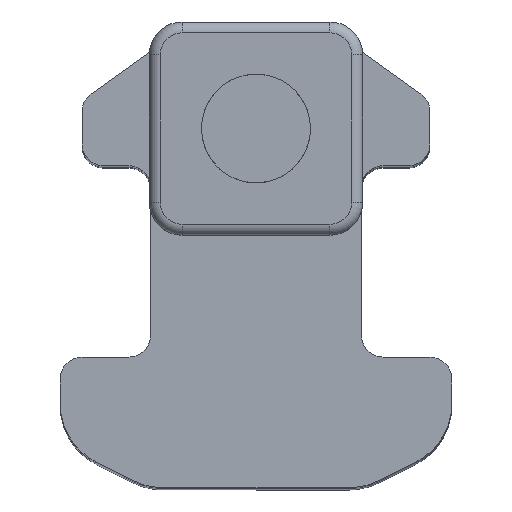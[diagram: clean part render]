
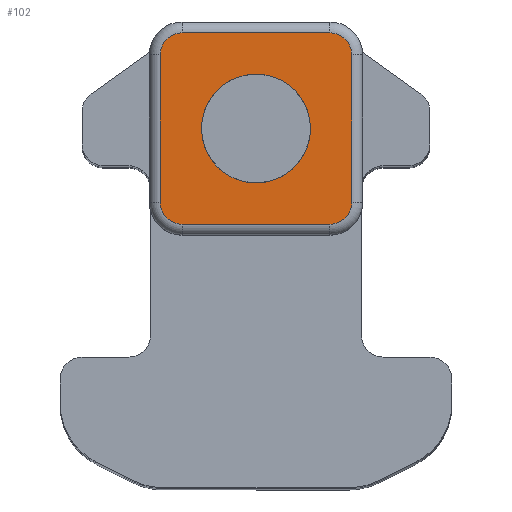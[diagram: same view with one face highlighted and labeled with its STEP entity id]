
A CAD part, top view. The second image highlights one B-rep face of the part: STEP entity #102.
In plain terms, the highlighted face is planar.
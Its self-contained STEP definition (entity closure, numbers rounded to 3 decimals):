
#24 = CIRCLE ( 'NONE', #3047, 1. ) ;
#34 = CARTESIAN_POINT ( 'NONE',  ( -3.4, -2.4, 3.4 ) ) ;
#102 = ADVANCED_FACE ( 'NONE', ( #2629, #1103 ), #2055, .T. ) ;
#138 = ORIENTED_EDGE ( 'NONE', *, *, #3687, .T. ) ;
#199 = DIRECTION ( 'NONE',  ( 0., -1., 0. ) ) ;
#201 = DIRECTION ( 'NONE',  ( 0., 0., -1. ) ) ;
#397 = CARTESIAN_POINT ( 'NONE',  ( 0., -2.4, 0. ) ) ;
#442 = EDGE_CURVE ( 'NONE', #3271, #2898, #1971, .T. ) ;
#466 = CARTESIAN_POINT ( 'NONE',  ( 3.4, -2.4, -4.4 ) ) ;
#487 = EDGE_CURVE ( 'NONE', #3261, #2692, #2381, .T. ) ;
#528 = VERTEX_POINT ( 'NONE', #2772 ) ;
#547 = DIRECTION ( 'NONE',  ( 0., 0., -1. ) ) ;
#567 = LINE ( 'NONE', #2666, #3053 ) ;
#750 = VECTOR ( 'NONE', #1330, 1000. ) ;
#811 = CIRCLE ( 'NONE', #2937, 1. ) ;
#868 = DIRECTION ( 'NONE',  ( 0., 0., -1. ) ) ;
#907 = CARTESIAN_POINT ( 'NONE',  ( -3.4, -2.4, 4.4 ) ) ;
#996 = EDGE_CURVE ( 'NONE', #3802, #3271, #567, .T. ) ;
#1002 = ORIENTED_EDGE ( 'NONE', *, *, #3090, .T. ) ;
#1004 = CIRCLE ( 'NONE', #2929, 1. ) ;
#1011 = CIRCLE ( 'NONE', #1853, 2.5 ) ;
#1017 = ORIENTED_EDGE ( 'NONE', *, *, #3161, .T. ) ;
#1100 = DIRECTION ( 'NONE',  ( 0., 0., 1. ) ) ;
#1103 = FACE_BOUND ( 'NONE', #3162, .T. ) ;
#1187 = CARTESIAN_POINT ( 'NONE',  ( -4.4, -2.4, 3.4 ) ) ;
#1215 = DIRECTION ( 'NONE',  ( 0., 0., -1. ) ) ;
#1261 = AXIS2_PLACEMENT_3D ( 'NONE', #397, #2600, #3809 ) ;
#1312 = AXIS2_PLACEMENT_3D ( 'NONE', #1750, #2029, #201 ) ;
#1325 = ORIENTED_EDGE ( 'NONE', *, *, #487, .T. ) ;
#1330 = DIRECTION ( 'NONE',  ( -1., 0., 0. ) ) ;
#1370 = DIRECTION ( 'NONE',  ( 1., 0., 0. ) ) ;
#1371 = VERTEX_POINT ( 'NONE', #3293 ) ;
#1421 = CARTESIAN_POINT ( 'NONE',  ( 4.4, -2.4, 3.4 ) ) ;
#1437 = DIRECTION ( 'NONE',  ( 0., 0., -1. ) ) ;
#1471 = CARTESIAN_POINT ( 'NONE',  ( 3.4, -2.4, 3.4 ) ) ;
#1472 = ORIENTED_EDGE ( 'NONE', *, *, #1582, .T. ) ;
#1582 = EDGE_CURVE ( 'NONE', #2345, #1371, #1011, .T. ) ;
#1586 = DIRECTION ( 'NONE',  ( 0., 0., -1. ) ) ;
#1682 = CARTESIAN_POINT ( 'NONE',  ( 4.4, -2.4, 3.4 ) ) ;
#1688 = EDGE_LOOP ( 'NONE', ( #138, #3254, #1002, #1818, #1889, #2934, #2592, #1325 ) ) ;
#1750 = CARTESIAN_POINT ( 'NONE',  ( -3.4, -2.4, 3.4 ) ) ;
#1783 = CARTESIAN_POINT ( 'NONE',  ( -4.4, -2.4, -3.4 ) ) ;
#1818 = ORIENTED_EDGE ( 'NONE', *, *, #996, .T. ) ;
#1853 = AXIS2_PLACEMENT_3D ( 'NONE', #2458, #3114, #1586 ) ;
#1889 = ORIENTED_EDGE ( 'NONE', *, *, #442, .T. ) ;
#1918 = DIRECTION ( 'NONE',  ( 0., -1., 0. ) ) ;
#1971 = CIRCLE ( 'NONE', #2487, 1. ) ;
#2029 = DIRECTION ( 'NONE',  ( 0., -1., 0. ) ) ;
#2035 = EDGE_CURVE ( 'NONE', #528, #3386, #2271, .T. ) ;
#2055 = PLANE ( 'NONE',  #1312 ) ;
#2271 = LINE ( 'NONE', #3464, #750 ) ;
#2309 = CARTESIAN_POINT ( 'NONE',  ( -3.4, -2.4, -3.4 ) ) ;
#2345 = VERTEX_POINT ( 'NONE', #2789 ) ;
#2381 = LINE ( 'NONE', #1421, #3189 ) ;
#2458 = CARTESIAN_POINT ( 'NONE',  ( 0., -2.4, 0. ) ) ;
#2487 = AXIS2_PLACEMENT_3D ( 'NONE', #2309, #199, #1437 ) ;
#2592 = ORIENTED_EDGE ( 'NONE', *, *, #2750, .T. ) ;
#2600 = DIRECTION ( 'NONE',  ( 0., 1., 0. ) ) ;
#2624 = CARTESIAN_POINT ( 'NONE',  ( 3.4, -2.4, -3.4 ) ) ;
#2629 = FACE_OUTER_BOUND ( 'NONE', #1688, .T. ) ;
#2636 = DIRECTION ( 'NONE',  ( 0., -1., 0. ) ) ;
#2643 = CARTESIAN_POINT ( 'NONE',  ( 4.4, -2.4, -3.4 ) ) ;
#2649 = DIRECTION ( 'NONE',  ( 0., -1., 0. ) ) ;
#2666 = CARTESIAN_POINT ( 'NONE',  ( -4.4, -2.4, -3.4 ) ) ;
#2692 = VERTEX_POINT ( 'NONE', #1682 ) ;
#2750 = EDGE_CURVE ( 'NONE', #2791, #3261, #1004, .T. ) ;
#2772 = CARTESIAN_POINT ( 'NONE',  ( 3.4, -2.4, 4.4 ) ) ;
#2789 = CARTESIAN_POINT ( 'NONE',  ( 0., -2.4, -2.5 ) ) ;
#2791 = VERTEX_POINT ( 'NONE', #466 ) ;
#2881 = CARTESIAN_POINT ( 'NONE',  ( 3.4, -2.4, -4.4 ) ) ;
#2898 = VERTEX_POINT ( 'NONE', #3286 ) ;
#2929 = AXIS2_PLACEMENT_3D ( 'NONE', #2624, #2649, #3853 ) ;
#2934 = ORIENTED_EDGE ( 'NONE', *, *, #3100, .T. ) ;
#2937 = AXIS2_PLACEMENT_3D ( 'NONE', #34, #1918, #1215 ) ;
#3047 = AXIS2_PLACEMENT_3D ( 'NONE', #1471, #2636, #868 ) ;
#3053 = VECTOR ( 'NONE', #547, 1000. ) ;
#3090 = EDGE_CURVE ( 'NONE', #3386, #3802, #811, .T. ) ;
#3100 = EDGE_CURVE ( 'NONE', #2898, #2791, #3677, .T. ) ;
#3114 = DIRECTION ( 'NONE',  ( 0., 1., 0. ) ) ;
#3161 = EDGE_CURVE ( 'NONE', #1371, #2345, #3763, .T. ) ;
#3162 = EDGE_LOOP ( 'NONE', ( #1472, #1017 ) ) ;
#3189 = VECTOR ( 'NONE', #1100, 1000. ) ;
#3254 = ORIENTED_EDGE ( 'NONE', *, *, #2035, .T. ) ;
#3261 = VERTEX_POINT ( 'NONE', #2643 ) ;
#3271 = VERTEX_POINT ( 'NONE', #1783 ) ;
#3286 = CARTESIAN_POINT ( 'NONE',  ( -3.4, -2.4, -4.4 ) ) ;
#3293 = CARTESIAN_POINT ( 'NONE',  ( 0., -2.4, 2.5 ) ) ;
#3386 = VERTEX_POINT ( 'NONE', #907 ) ;
#3464 = CARTESIAN_POINT ( 'NONE',  ( -3.4, -2.4, 4.4 ) ) ;
#3580 = VECTOR ( 'NONE', #1370, 1000. ) ;
#3677 = LINE ( 'NONE', #2881, #3580 ) ;
#3687 = EDGE_CURVE ( 'NONE', #2692, #528, #24, .T. ) ;
#3763 = CIRCLE ( 'NONE', #1261, 2.5 ) ;
#3802 = VERTEX_POINT ( 'NONE', #1187 ) ;
#3809 = DIRECTION ( 'NONE',  ( 0., 0., -1. ) ) ;
#3853 = DIRECTION ( 'NONE',  ( 0., 0., -1. ) ) ;
